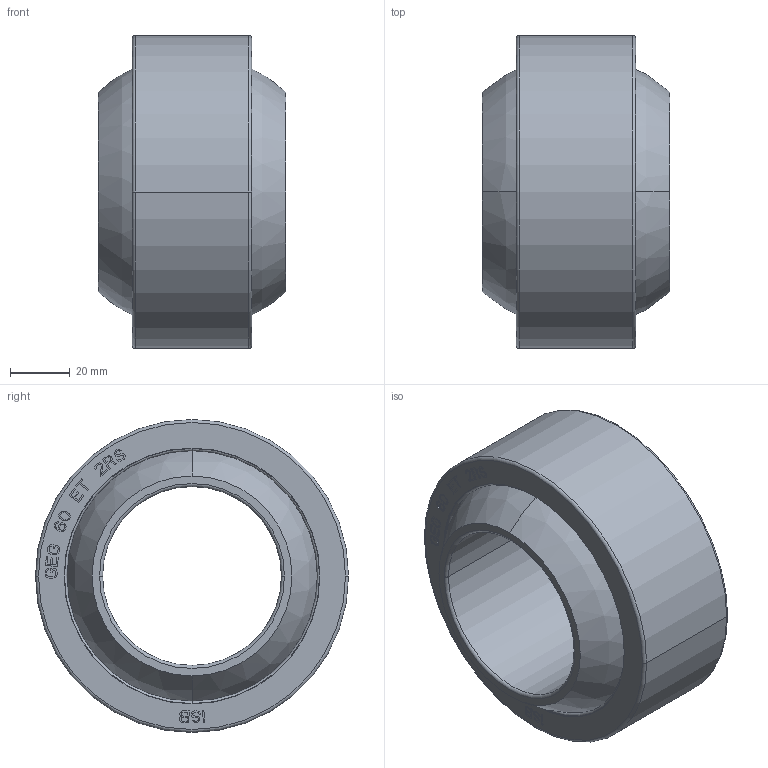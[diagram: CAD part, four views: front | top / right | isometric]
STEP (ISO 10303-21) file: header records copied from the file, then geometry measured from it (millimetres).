
FILE_DESCRIPTION((''),'2;1');
FILE_NAME('GEG60ET2RS_ASM','2017-05-11T10:39:03',('giuseppe.caruso'),(''),'CREO PARAMETRIC BY PTC INC, 2016390','CREO PARAMETRIC BY PTC INC, 2016390','');
FILE_SCHEMA(('CONFIG_CONTROL_DESIGN'));
Length unit declared in the file: millimetre
Products named in the file (5): GEG60ET2RS_AI_AF0; GEG60ET2RS_AE_AF0; GEG60ET2RS_PTFE; GEG60ET2RS_SEAL; GEG60ET2RS_ASM
Assembly tree (5 placements, depth 2):
  GEG60ET2RS_ASM
    GEG60ET2RS_AI_AF0
    GEG60ET2RS_AE_AF0
    GEG60ET2RS_PTFE
    GEG60ET2RS_SEAL  x2
Bounding box: 63 x 105 x 105 mm (x, y, z)
Volume: 270508.4 mm3; surface area: 85125 mm2
Topology: 5 solids, 5 shells, 499 faces, 1391 edges, 922 vertices
Faces by surface type: plane 459, torus 16, sphere 12, cylinder 12
Entity records: 15778 total; most frequent: CARTESIAN_POINT 2806, ORIENTED_EDGE 2766, DIRECTION 2477, EDGE_CURVE 1383, VECTOR 1299, LINE 1299, VERTEX_POINT 918, AXIS2_PLACEMENT_3D 589
